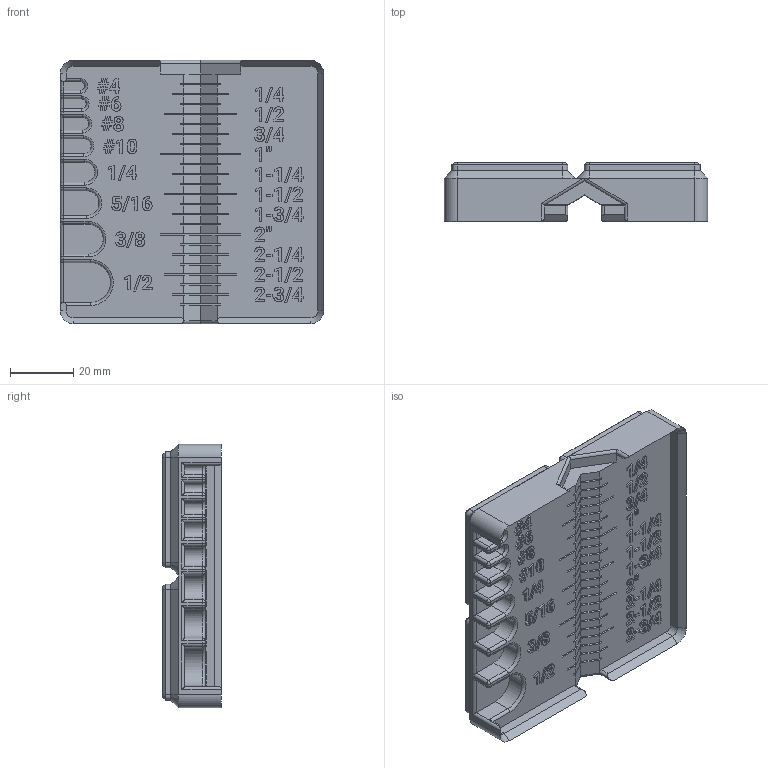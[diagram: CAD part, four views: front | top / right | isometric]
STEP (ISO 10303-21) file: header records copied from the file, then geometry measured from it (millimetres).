
FILE_DESCRIPTION(/* description */ ('STEP AP242','CAx-IF Rec.Pracs.---Representation and Presentation of Product Manufacturing Information (PMI)---4.0---2014-10-13','CAx-IF Rec.Pracs.---3D Tessellated Geometry---0.4---2014-09-14','2;1'),/* implementation_level */ '2;1');
FILE_NAME(/* name */ '679051b1341d2170c929e4ee',/* time_stamp */ '2025-01-22T02:02:27Z',/* author */ (''),/* organization */ (''),/* preprocessor_version */ 'ST-DEVELOPER v20',/* originating_system */ 'ONSHAPE BY PTC INC, 1.192',/* authorisation */ ' ');
FILE_SCHEMA (('AP242_MANAGED_MODEL_BASED_3D_ENGINEERING_MIM_LF { 1 0 10303 442 1 1 4 }'));
Length unit declared in the file: metre
Products named in the file (68): Part 35; Part 34; Part 17; Part 45; Part 15; Part 23; Part 36; Part 54; Part 61; Part 44; Part 16; Part 22; Part 21; Part 20; Part 19; Part 2; Part 28; Part 3; Part 27; Part 4; Part 5; Part 29; Part 6; Part 31; Part 7; Part 30; Part 33; Part 32; Part 8; Part 46; Part 9; Part 38; Part 62; Part 10; Part 37; Imperial Sorter; Part 11; Part 12; Part 50; Part 13 ...
Bounding box: 83.5 x 18.65 x 83.5 mm (x, y, z)
Volume: 83187 mm3; surface area: 24390.4 mm2
Topology: 68 solids, 68 shells, 1477 faces, 3763 edges, 2408 vertices
Faces by surface type: plane 988, bspline 269, cylinder 162, cone 36, sphere 14, torus 8
Entity records: 53592 total; most frequent: CARTESIAN_POINT 10661, ORIENTED_EDGE 7498, DIRECTION 6101, EDGE_CURVE 3749, LINE 2873, VECTOR 2873, VERTEX_POINT 2408, AXIS2_PLACEMENT_3D 1614
